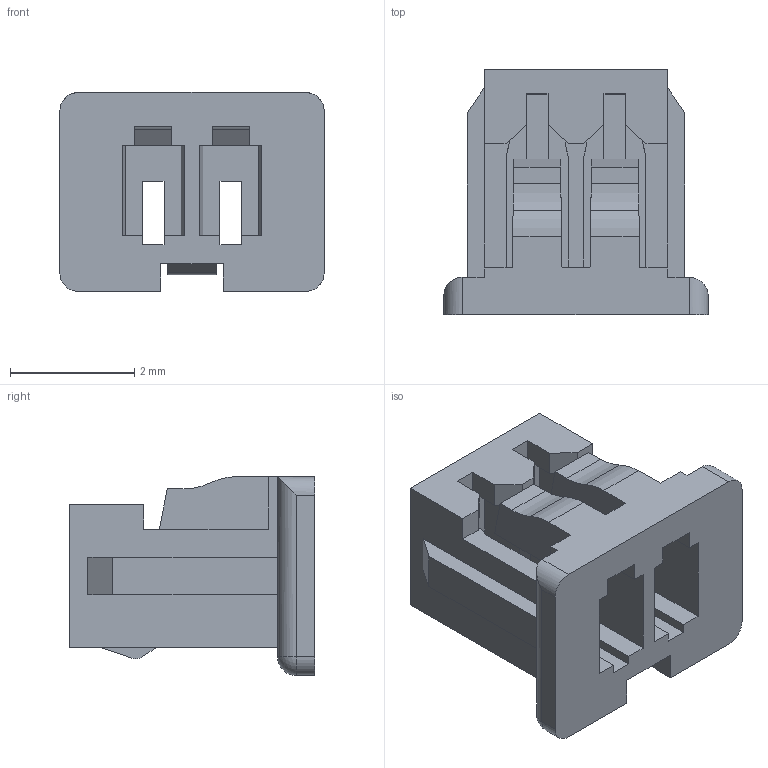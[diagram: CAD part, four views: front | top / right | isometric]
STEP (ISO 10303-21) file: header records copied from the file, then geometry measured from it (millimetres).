
FILE_DESCRIPTION(/* description */ (' '),/* implementation_level */ '2;1');
FILE_NAME(/* name */ '5630-02-1.stp',/* time_stamp */ '2025-07-17T15:35:04+02:00',/* author */ ('andreas.larin'),/* organization */ (''),/* preprocessor_version */ 'ST-DEVELOPER v20',/* originating_system */ 'Autodesk Inventor 2025',/* authorisation */ '');
FILE_SCHEMA (('AUTOMOTIVE_DESIGN { 1 0 10303 214 3 1 1 }'));
Length unit declared in the file: millimetre
Products named in the file (1): 5630-02-1
Bounding box: 4.25 x 3.95 x 3.2 mm (x, y, z)
Volume: 19.7 mm3; surface area: 113.1 mm2
Topology: 1 solids, 1 shells, 117 faces, 330 edges, 212 vertices
Faces by surface type: plane 100, cylinder 15, sphere 2
Entity records: 3759 total; most frequent: ORIENTED_EDGE 660, CARTESIAN_POINT 660, DIRECTION 594, EDGE_CURVE 330, LINE 302, VECTOR 302, VERTEX_POINT 212, AXIS2_PLACEMENT_3D 146
